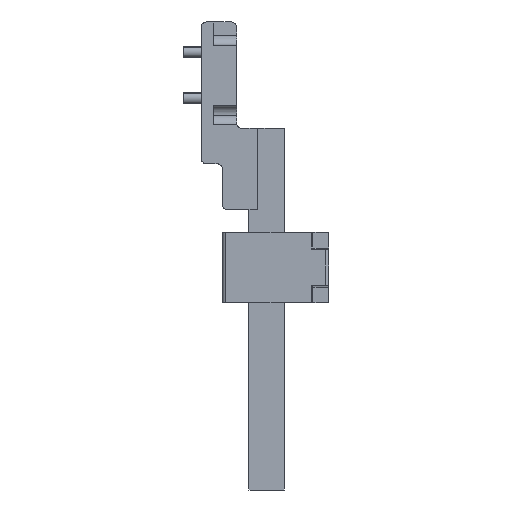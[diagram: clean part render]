
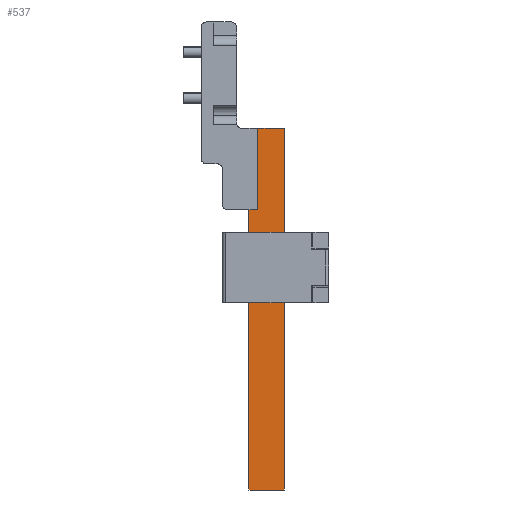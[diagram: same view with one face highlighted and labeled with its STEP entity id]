
A CAD part, left-side view. The second image highlights one B-rep face of the part: STEP entity #537.
In plain terms, the highlighted planar face has unit normal (-1, 0, 0).
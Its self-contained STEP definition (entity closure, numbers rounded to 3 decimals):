
#500=AXIS2_PLACEMENT_3D('Plane Axis2P3D',#497,#498,#499) ;
#525=AXIS2_PLACEMENT_3D('Circle Axis2P3D',#523,#524,$) ;
#148=CARTESIAN_POINT('Vertex',(-258.,-17.,-142.)) ;
#151=CARTESIAN_POINT('Line Origine',(-258.,-17.,-63.)) ;
#155=CARTESIAN_POINT('Vertex',(-258.,-17.,16.)) ;
#264=CARTESIAN_POINT('Vertex',(-258.,-37.,62.)) ;
#267=CARTESIAN_POINT('Line Origine',(-258.,-37.,-40.)) ;
#271=CARTESIAN_POINT('Vertex',(-258.,-37.,-142.)) ;
#485=CARTESIAN_POINT('Line Origine',(-258.,-27.,-142.)) ;
#497=CARTESIAN_POINT('Axis2P3D Location',(-258.,-22.,122.)) ;
#502=CARTESIAN_POINT('Line Origine',(-258.,-19.,16.)) ;
#506=CARTESIAN_POINT('Vertex',(-258.,-21.,16.)) ;
#509=CARTESIAN_POINT('Line Origine',(-258.,-29.5,62.)) ;
#513=CARTESIAN_POINT('Vertex',(-258.,-22.,62.)) ;
#516=CARTESIAN_POINT('Line Origine',(-258.,-22.,39.5)) ;
#520=CARTESIAN_POINT('Vertex',(-258.,-22.,17.)) ;
#523=CARTESIAN_POINT('Axis2P3D Location',(-258.,-21.,17.)) ;
#152=DIRECTION('Vector Direction',(0.,0.,-1.)) ;
#268=DIRECTION('Vector Direction',(0.,0.,-1.)) ;
#486=DIRECTION('Vector Direction',(0.,-1.,0.)) ;
#498=DIRECTION('Axis2P3D Direction',(1.,0.,0.)) ;
#499=DIRECTION('Axis2P3D XDirection',(0.,-1.,0.)) ;
#503=DIRECTION('Vector Direction',(0.,-1.,0.)) ;
#510=DIRECTION('Vector Direction',(0.,-1.,0.)) ;
#517=DIRECTION('Vector Direction',(0.,0.,1.)) ;
#524=DIRECTION('Axis2P3D Direction',(1.,0.,0.)) ;
#153=VECTOR('Line Direction',#152,1.) ;
#269=VECTOR('Line Direction',#268,1.) ;
#487=VECTOR('Line Direction',#486,1.) ;
#504=VECTOR('Line Direction',#503,1.) ;
#511=VECTOR('Line Direction',#510,1.) ;
#518=VECTOR('Line Direction',#517,1.) ;
#529=ORIENTED_EDGE('',*,*,#508,.T.) ;
#530=ORIENTED_EDGE('',*,*,#157,.T.) ;
#531=ORIENTED_EDGE('',*,*,#489,.T.) ;
#532=ORIENTED_EDGE('',*,*,#273,.T.) ;
#533=ORIENTED_EDGE('',*,*,#515,.T.) ;
#534=ORIENTED_EDGE('',*,*,#522,.T.) ;
#535=ORIENTED_EDGE('',*,*,#527,.T.) ;
#537=ADVANCED_FACE('RB2813004_1PA_001_03_FRONT_TERMINAL_N1.4\\RB7552001_1PA_001_00_FRONT TERMINAL E2.2 FIXED.1\\PartBody',(#536),#501,.F.) ;
#526=CIRCLE('generated circle',#525,1.) ;
#157=EDGE_CURVE('',#156,#149,#154,.T.) ;
#273=EDGE_CURVE('',#272,#265,#270,.F.) ;
#489=EDGE_CURVE('',#149,#272,#488,.T.) ;
#508=EDGE_CURVE('',#507,#156,#505,.F.) ;
#515=EDGE_CURVE('',#265,#514,#512,.F.) ;
#522=EDGE_CURVE('',#514,#521,#519,.F.) ;
#527=EDGE_CURVE('',#521,#507,#526,.T.) ;
#528=EDGE_LOOP('',(#529,#530,#531,#532,#533,#534,#535)) ;
#536=FACE_OUTER_BOUND('',#528,.T.) ;
#154=LINE('Line',#151,#153) ;
#270=LINE('Line',#267,#269) ;
#488=LINE('Line',#485,#487) ;
#505=LINE('Line',#502,#504) ;
#512=LINE('Line',#509,#511) ;
#519=LINE('Line',#516,#518) ;
#501=PLANE('',#500) ;
#149=VERTEX_POINT('',#148) ;
#156=VERTEX_POINT('',#155) ;
#265=VERTEX_POINT('',#264) ;
#272=VERTEX_POINT('',#271) ;
#507=VERTEX_POINT('',#506) ;
#514=VERTEX_POINT('',#513) ;
#521=VERTEX_POINT('',#520) ;
